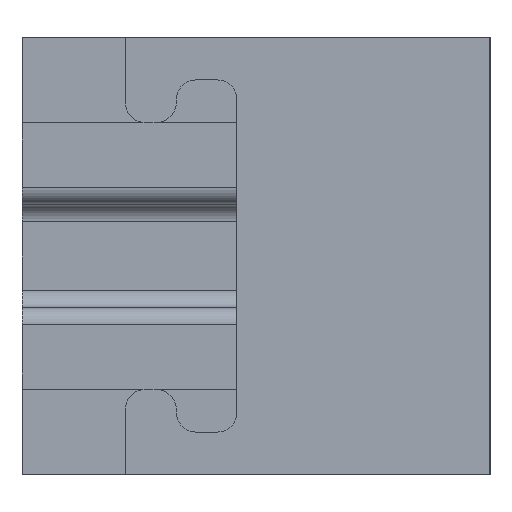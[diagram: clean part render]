
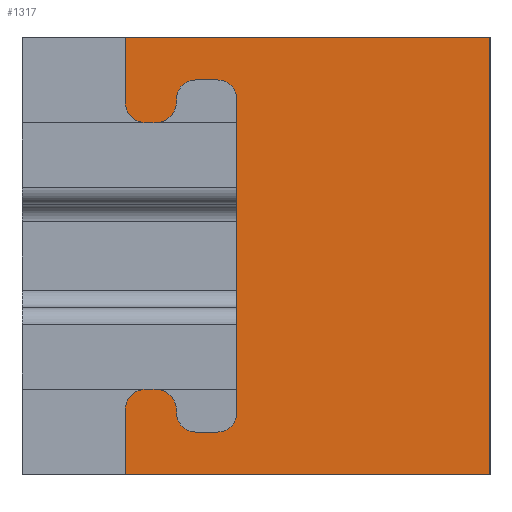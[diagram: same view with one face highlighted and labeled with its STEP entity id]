
A CAD part, left-side view. The second image highlights one B-rep face of the part: STEP entity #1317.
In plain terms, the highlighted planar face has unit normal (-1, 0, 0).
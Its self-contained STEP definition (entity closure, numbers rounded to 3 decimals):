
#77=PLANE('',#1428);
#145=FACE_OUTER_BOUND('',#226,.T.);
#226=EDGE_LOOP('',(#1203,#1204,#1205,#1206,#1207,#1208,#1209,#1210,#1211,
#1212,#1213,#1214,#1215,#1216,#1217,#1218,#1219,#1220,#1221,#1222));
#284=LINE('',#1927,#427);
#288=LINE('',#1939,#431);
#294=LINE('',#1962,#437);
#307=LINE('',#1991,#450);
#310=LINE('',#1999,#453);
#316=LINE('',#2020,#459);
#320=LINE('',#2032,#463);
#340=LINE('',#2090,#483);
#364=LINE('',#2150,#507);
#366=LINE('',#2156,#509);
#371=LINE('',#2165,#514);
#372=LINE('',#2167,#515);
#427=VECTOR('',#1554,10.);
#431=VECTOR('',#1566,10.);
#437=VECTOR('',#1588,10.);
#450=VECTOR('',#1613,10.);
#453=VECTOR('',#1618,10.);
#459=VECTOR('',#1638,10.);
#463=VECTOR('',#1650,10.);
#483=VECTOR('',#1708,10.);
#507=VECTOR('',#1772,10.);
#509=VECTOR('',#1778,10.);
#514=VECTOR('',#1787,10.);
#515=VECTOR('',#1790,10.);
#526=CIRCLE('',#1357,1.1);
#528=CIRCLE('',#1361,1.25);
#531=CIRCLE('',#1365,1.25);
#533=CIRCLE('',#1369,1.1);
#535=CIRCLE('',#1376,1.25);
#537=CIRCLE('',#1379,1.25);
#539=CIRCLE('',#1383,1.1);
#541=CIRCLE('',#1387,1.1);
#600=VERTEX_POINT('',#1924);
#601=VERTEX_POINT('',#1926);
#603=VERTEX_POINT('',#1932);
#605=VERTEX_POINT('',#1938);
#607=VERTEX_POINT('',#1944);
#611=VERTEX_POINT('',#1953);
#612=VERTEX_POINT('',#1955);
#614=VERTEX_POINT('',#1961);
#616=VERTEX_POINT('',#1967);
#624=VERTEX_POINT('',#1989);
#627=VERTEX_POINT('',#1996);
#628=VERTEX_POINT('',#1998);
#630=VERTEX_POINT('',#2004);
#633=VERTEX_POINT('',#2011);
#634=VERTEX_POINT('',#2013);
#636=VERTEX_POINT('',#2019);
#638=VERTEX_POINT('',#2025);
#640=VERTEX_POINT('',#2031);
#677=VERTEX_POINT('',#2154);
#679=VERTEX_POINT('',#2163);
#743=EDGE_CURVE('',#601,#600,#284,.T.);
#746=EDGE_CURVE('',#603,#601,#526,.T.);
#749=EDGE_CURVE('',#605,#603,#288,.T.);
#752=EDGE_CURVE('',#607,#605,#528,.T.);
#757=EDGE_CURVE('',#612,#611,#531,.T.);
#760=EDGE_CURVE('',#614,#612,#294,.T.);
#764=EDGE_CURVE('',#600,#616,#533,.T.);
#775=EDGE_CURVE('',#624,#616,#307,.F.);
#778=EDGE_CURVE('',#628,#627,#310,.T.);
#781=EDGE_CURVE('',#630,#628,#535,.T.);
#785=EDGE_CURVE('',#634,#633,#537,.T.);
#788=EDGE_CURVE('',#636,#634,#316,.T.);
#791=EDGE_CURVE('',#638,#636,#539,.T.);
#794=EDGE_CURVE('',#640,#638,#320,.T.);
#797=EDGE_CURVE('',#624,#640,#541,.T.);
#823=EDGE_CURVE('',#611,#607,#340,.T.);
#855=EDGE_CURVE('',#633,#630,#364,.T.);
#857=EDGE_CURVE('',#677,#627,#366,.F.);
#862=EDGE_CURVE('',#679,#614,#371,.T.);
#863=EDGE_CURVE('',#677,#679,#372,.F.);
#1203=ORIENTED_EDGE('',*,*,#863,.T.);
#1204=ORIENTED_EDGE('',*,*,#862,.T.);
#1205=ORIENTED_EDGE('',*,*,#760,.T.);
#1206=ORIENTED_EDGE('',*,*,#757,.T.);
#1207=ORIENTED_EDGE('',*,*,#823,.T.);
#1208=ORIENTED_EDGE('',*,*,#752,.T.);
#1209=ORIENTED_EDGE('',*,*,#749,.T.);
#1210=ORIENTED_EDGE('',*,*,#746,.T.);
#1211=ORIENTED_EDGE('',*,*,#743,.T.);
#1212=ORIENTED_EDGE('',*,*,#764,.T.);
#1213=ORIENTED_EDGE('',*,*,#775,.F.);
#1214=ORIENTED_EDGE('',*,*,#797,.T.);
#1215=ORIENTED_EDGE('',*,*,#794,.T.);
#1216=ORIENTED_EDGE('',*,*,#791,.T.);
#1217=ORIENTED_EDGE('',*,*,#788,.T.);
#1218=ORIENTED_EDGE('',*,*,#785,.T.);
#1219=ORIENTED_EDGE('',*,*,#855,.T.);
#1220=ORIENTED_EDGE('',*,*,#781,.T.);
#1221=ORIENTED_EDGE('',*,*,#778,.T.);
#1222=ORIENTED_EDGE('',*,*,#857,.F.);
#1317=ADVANCED_FACE('',(#145),#77,.T.);
#1357=AXIS2_PLACEMENT_3D('',#1933,#1560,#1561);
#1361=AXIS2_PLACEMENT_3D('',#1945,#1572,#1573);
#1365=AXIS2_PLACEMENT_3D('',#1956,#1582,#1583);
#1369=AXIS2_PLACEMENT_3D('',#1969,#1595,#1596);
#1376=AXIS2_PLACEMENT_3D('',#2005,#1624,#1625);
#1379=AXIS2_PLACEMENT_3D('',#2014,#1632,#1633);
#1383=AXIS2_PLACEMENT_3D('',#2026,#1644,#1645);
#1387=AXIS2_PLACEMENT_3D('',#2036,#1656,#1657);
#1428=AXIS2_PLACEMENT_3D('',#2166,#1788,#1789);
#1554=DIRECTION('',(0.,-1.,0.));
#1560=DIRECTION('center_axis',(1.,0.,0.));
#1561=DIRECTION('ref_axis',(0.,0.,1.));
#1566=DIRECTION('',(0.,0.001,1.));
#1572=DIRECTION('center_axis',(-1.,0.,0.));
#1573=DIRECTION('ref_axis',(0.,0.,-1.));
#1582=DIRECTION('center_axis',(-1.,0.,0.));
#1583=DIRECTION('ref_axis',(0.,1.,0.));
#1588=DIRECTION('',(0.,0.,-1.));
#1595=DIRECTION('center_axis',(1.,0.,0.));
#1596=DIRECTION('ref_axis',(0.,-1.,0.));
#1613=DIRECTION('',(0.,0.,-1.));
#1618=DIRECTION('',(0.,0.,-1.));
#1624=DIRECTION('center_axis',(-1.,0.,0.));
#1625=DIRECTION('ref_axis',(0.,0.,1.));
#1632=DIRECTION('center_axis',(-1.,0.,0.));
#1633=DIRECTION('ref_axis',(0.,-1.,0.));
#1638=DIRECTION('',(0.,0.,1.));
#1644=DIRECTION('center_axis',(1.,0.,0.));
#1645=DIRECTION('ref_axis',(0.,1.,0.));
#1650=DIRECTION('',(0.,1.,0.));
#1656=DIRECTION('center_axis',(1.,0.,0.));
#1657=DIRECTION('ref_axis',(0.,0.,-1.));
#1708=DIRECTION('',(0.,-1.,0.));
#1772=DIRECTION('',(0.,1.,0.));
#1778=DIRECTION('',(0.,-1.,0.));
#1787=DIRECTION('',(0.,1.,0.));
#1788=DIRECTION('center_axis',(-1.,0.,0.));
#1789=DIRECTION('ref_axis',(0.,0.,1.));
#1790=DIRECTION('',(0.,0.,-1.));
#1924=CARTESIAN_POINT('',(15.,15.85,-2.5));
#1926=CARTESIAN_POINT('',(15.,17.15,-2.5));
#1927=CARTESIAN_POINT('',(15.,8.575,-2.5));
#1932=CARTESIAN_POINT('',(15.,18.25,-3.601));
#1933=CARTESIAN_POINT('Origin',(15.,17.15,-3.6));
#1938=CARTESIAN_POINT('',(15.,18.25,-3.75));
#1939=CARTESIAN_POINT('',(15.,18.243,-14.63));
#1944=CARTESIAN_POINT('',(15.,19.5,-5.));
#1945=CARTESIAN_POINT('Origin',(15.,19.5,-3.75));
#1953=CARTESIAN_POINT('',(15.,20.,-5.));
#1955=CARTESIAN_POINT('',(15.,21.25,-3.75));
#1956=CARTESIAN_POINT('Origin',(15.,20.,-3.75));
#1961=CARTESIAN_POINT('',(15.,21.25,0.));
#1962=CARTESIAN_POINT('',(15.,21.25,-12.75));
#1967=CARTESIAN_POINT('',(15.,14.75,-3.6));
#1969=CARTESIAN_POINT('Origin',(15.,15.85,-3.6));
#1989=CARTESIAN_POINT('',(15.,14.75,-21.9));
#1991=CARTESIAN_POINT('',(15.,14.75,-19.125));
#1996=CARTESIAN_POINT('',(15.,21.25,-25.5));
#1998=CARTESIAN_POINT('',(15.,21.25,-21.75));
#1999=CARTESIAN_POINT('',(15.,21.25,-23.625));
#2004=CARTESIAN_POINT('',(15.,20.,-20.5));
#2005=CARTESIAN_POINT('Origin',(15.,20.,-21.75));
#2011=CARTESIAN_POINT('',(15.,19.5,-20.5));
#2013=CARTESIAN_POINT('',(15.,18.25,-21.75));
#2014=CARTESIAN_POINT('Origin',(15.,19.5,-21.75));
#2019=CARTESIAN_POINT('',(15.,18.25,-21.9));
#2020=CARTESIAN_POINT('',(15.,18.25,-23.7));
#2025=CARTESIAN_POINT('',(15.,17.15,-23.));
#2026=CARTESIAN_POINT('Origin',(15.,17.15,-21.9));
#2031=CARTESIAN_POINT('',(15.,15.85,-23.));
#2032=CARTESIAN_POINT('',(15.,7.925,-23.));
#2036=CARTESIAN_POINT('Origin',(15.,15.85,-21.9));
#2090=CARTESIAN_POINT('',(15.,0.,-5.));
#2150=CARTESIAN_POINT('',(15.,0.,-20.5));
#2154=CARTESIAN_POINT('',(15.,0.,-25.5));
#2156=CARTESIAN_POINT('',(15.,0.,-25.5));
#2163=CARTESIAN_POINT('',(15.,0.,0.));
#2165=CARTESIAN_POINT('',(15.,0.,0.));
#2166=CARTESIAN_POINT('Origin',(15.,0.,-25.5));
#2167=CARTESIAN_POINT('',(15.,0.,-19.125));
